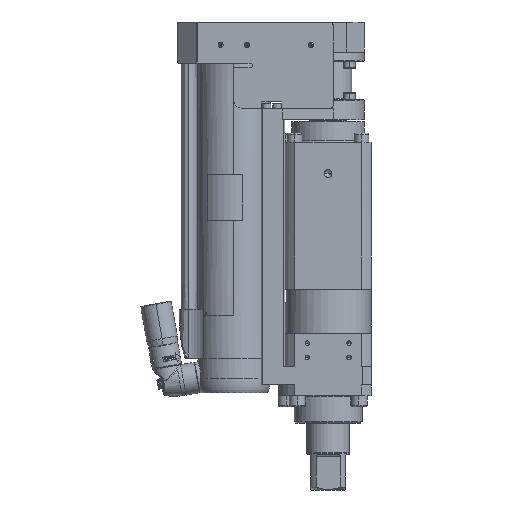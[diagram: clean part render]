
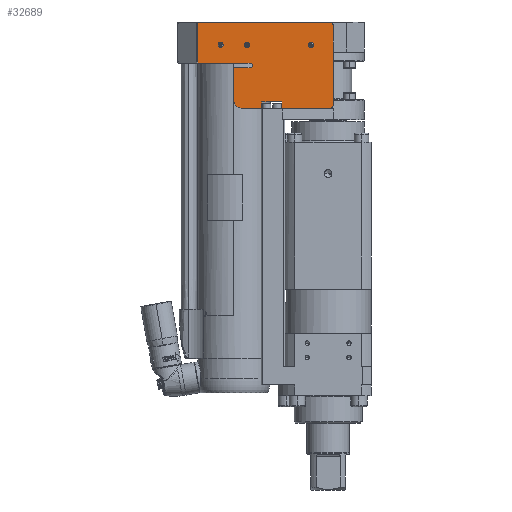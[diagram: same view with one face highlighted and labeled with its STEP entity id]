
A CAD part, left-side view. The second image highlights one B-rep face of the part: STEP entity #32689.
In plain terms, the highlighted planar face has unit normal (-1, 0, 0).
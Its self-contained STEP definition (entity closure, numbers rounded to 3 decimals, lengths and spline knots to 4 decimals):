
#99=DIRECTION('',(0.,1.,0.));
#100=VECTOR('',#99,0.7087);
#101=CARTESIAN_POINT('',(-1.6223,-0.7055,
11.063));
#102=LINE('',#101,#100);
#103=CARTESIAN_POINT('',(-1.6223,-0.7055,
11.1713));
#104=DIRECTION('',(-1.,0.,0.));
#105=DIRECTION('',(0.,0.,-1.));
#106=AXIS2_PLACEMENT_3D('',#103,#104,#105);
#108=DIRECTION('',(0.,-1.,0.));
#109=VECTOR('',#108,0.7087);
#110=CARTESIAN_POINT('',(-1.6223,0.0031,11.2795));
#111=LINE('',#110,#109);
#112=DIRECTION('',(0.,-1.,0.));
#113=VECTOR('',#112,1.5666);
#114=CARTESIAN_POINT('',(-1.6223,1.5698,11.2795));
#115=LINE('',#114,#113);
#116=DIRECTION('',(0.,1.,0.));
#117=VECTOR('',#116,5.7399);
#118=CARTESIAN_POINT('',(-1.6223,-4.1701,13.0512));
#119=LINE('',#118,#117);
#120=CARTESIAN_POINT('',(-1.6223,-4.1701,12.8937));
#121=DIRECTION('',(-1.,0.,0.));
#122=DIRECTION('',(0.,-1.,0.));
#123=AXIS2_PLACEMENT_3D('',#120,#121,#122);
#125=DIRECTION('',(0.,0.,1.));
#126=VECTOR('',#125,3.4252);
#127=CARTESIAN_POINT('',(-1.6223,-4.3276,9.4685));
#128=LINE('',#127,#126);
#129=CARTESIAN_POINT('',(-1.6223,-4.1701,9.4685));
#130=DIRECTION('',(-1.,0.,0.));
#131=DIRECTION('',(0.,0.,-1.));
#132=AXIS2_PLACEMENT_3D('',#129,#130,#131);
#134=DIRECTION('',(0.,-1.,0.));
#135=VECTOR('',#134,2.0866);
#136=CARTESIAN_POINT('',(-1.6223,-2.0835,9.311));
#137=LINE('',#136,#135);
#138=DIRECTION('',(0.,0.,-1.));
#139=VECTOR('',#138,0.2756);
#140=CARTESIAN_POINT('',(-1.6223,-2.0835,9.5866));
#141=LINE('',#140,#139);
#142=DIRECTION('',(0.,-1.,0.));
#143=VECTOR('',#142,0.8661);
#144=CARTESIAN_POINT('',(-1.6223,-1.2173,9.5866));
#145=LINE('',#144,#143);
#146=DIRECTION('',(0.,0.,1.));
#147=VECTOR('',#146,0.2756);
#148=CARTESIAN_POINT('',(-1.6223,-1.2173,9.311));
#149=LINE('',#148,#147);
#150=DIRECTION('',(0.,-1.,0.));
#151=VECTOR('',#150,0.8268);
#152=CARTESIAN_POINT('',(-1.6223,-0.3906,
9.311));
#153=LINE('',#152,#151);
#154=CARTESIAN_POINT('',(-1.6223,-0.3906,
9.7047));
#155=DIRECTION('',(-1.,0.,0.));
#156=DIRECTION('',(0.,1.,0.));
#157=AXIS2_PLACEMENT_3D('',#154,#155,#156);
#159=DIRECTION('',(0.,0.,-1.));
#160=VECTOR('',#159,1.3583);
#161=CARTESIAN_POINT('',(-1.6223,0.0031,11.063));
#162=LINE('',#161,#160);
#163=CARTESIAN_POINT('',(-1.6223,0.5748,12.0669));
#164=DIRECTION('',(1.,0.,0.));
#165=DIRECTION('',(0.,1.,0.));
#166=AXIS2_PLACEMENT_3D('',#163,#164,#165);
#168=CARTESIAN_POINT('',(-1.6223,0.5748,12.0669));
#169=DIRECTION('',(1.,0.,0.));
#170=DIRECTION('',(0.,-1.,0.));
#171=AXIS2_PLACEMENT_3D('',#168,#169,#170);
#173=CARTESIAN_POINT('',(-1.6223,-0.5748,
12.0669));
#174=DIRECTION('',(1.,0.,0.));
#175=DIRECTION('',(0.,1.,0.));
#176=AXIS2_PLACEMENT_3D('',#173,#174,#175);
#178=CARTESIAN_POINT('',(-1.6223,-0.5748,
12.0669));
#179=DIRECTION('',(1.,0.,0.));
#180=DIRECTION('',(0.,-1.,0.));
#181=AXIS2_PLACEMENT_3D('',#178,#179,#180);
#183=CARTESIAN_POINT('',(-1.6223,-3.3465,12.0669));
#184=DIRECTION('',(1.,0.,0.));
#185=DIRECTION('',(0.,1.,0.));
#186=AXIS2_PLACEMENT_3D('',#183,#184,#185);
#188=CARTESIAN_POINT('',(-1.6223,-3.3465,12.0669));
#189=DIRECTION('',(1.,0.,0.));
#190=DIRECTION('',(0.,-1.,0.));
#191=AXIS2_PLACEMENT_3D('',#188,#189,#190);
#275=DIRECTION('',(0.,0.,-1.));
#276=VECTOR('',#275,1.7717);
#277=CARTESIAN_POINT('',(-1.6223,1.5698,13.0512));
#278=LINE('',#277,#276);
#31715=CARTESIAN_POINT('',(-1.6223,1.5698,
11.2795));
#31717=VERTEX_POINT('',#31715);
#31898=CARTESIAN_POINT('',(-1.6223,-4.3276,
9.4685));
#31899=CARTESIAN_POINT('',(-1.6223,-4.3276,
12.8937));
#31900=VERTEX_POINT('',#31898);
#31901=VERTEX_POINT('',#31899);
#31910=CARTESIAN_POINT('',(-1.6223,-4.1701,
13.0512));
#31911=CARTESIAN_POINT('',(-1.6223,1.5698,
13.0512));
#31912=VERTEX_POINT('',#31910);
#31913=VERTEX_POINT('',#31911);
#31982=CARTESIAN_POINT('',(-1.6223,-1.2173,
9.311));
#31983=CARTESIAN_POINT('',(-1.6223,-1.2173,
9.5866));
#31984=VERTEX_POINT('',#31982);
#31985=VERTEX_POINT('',#31983);
#31986=CARTESIAN_POINT('',(-1.6223,-2.0835,
9.5866));
#31987=VERTEX_POINT('',#31986);
#31988=CARTESIAN_POINT('',(-1.6223,-2.0835,
9.311));
#31989=VERTEX_POINT('',#31988);
#31996=CARTESIAN_POINT('',(-1.6223,-4.1701,
9.311));
#31997=VERTEX_POINT('',#31996);
#32010=CARTESIAN_POINT('',(-1.6223,0.0031,
9.7047));
#32011=VERTEX_POINT('',#32010);
#32012=CARTESIAN_POINT('',(-1.6223,-0.3906,
9.311));
#32013=VERTEX_POINT('',#32012);
#32022=CARTESIAN_POINT('',(-1.6223,-0.7055,
11.063));
#32023=CARTESIAN_POINT('',(-1.6223,0.0031,
11.063));
#32024=VERTEX_POINT('',#32022);
#32025=VERTEX_POINT('',#32023);
#32026=CARTESIAN_POINT('',(-1.6223,0.0031,
11.2795));
#32027=CARTESIAN_POINT('',(-1.6223,-0.7055,
11.2795));
#32028=VERTEX_POINT('',#32026);
#32029=VERTEX_POINT('',#32027);
#32152=CARTESIAN_POINT('',(-1.6223,0.685,
12.0669));
#32153=CARTESIAN_POINT('',(-1.6223,0.4646,
12.0669));
#32154=VERTEX_POINT('',#32152);
#32155=VERTEX_POINT('',#32153);
#32232=CARTESIAN_POINT('',(-1.6223,-0.4646,
12.0669));
#32233=CARTESIAN_POINT('',(-1.6223,-0.685,
12.0669));
#32234=VERTEX_POINT('',#32232);
#32235=VERTEX_POINT('',#32233);
#32312=CARTESIAN_POINT('',(-1.6223,-3.2362,
12.0669));
#32313=CARTESIAN_POINT('',(-1.6223,-3.4567,
12.0669));
#32314=VERTEX_POINT('',#32312);
#32315=VERTEX_POINT('',#32313);
#32633=CARTESIAN_POINT('',(-1.6223,1.5779,
12.6302));
#32634=DIRECTION('',(-1.,0.,0.));
#32635=DIRECTION('',(0.,0.,-1.));
#32636=AXIS2_PLACEMENT_3D('',#32633,#32634,#32635);
#32637=PLANE('',#32636);
#32638=ORIENTED_EDGE('',*,*,#32623,.F.);
#32640=ORIENTED_EDGE('',*,*,#32639,.T.);
#32642=ORIENTED_EDGE('',*,*,#32641,.F.);
#32644=ORIENTED_EDGE('',*,*,#32643,.F.);
#32646=ORIENTED_EDGE('',*,*,#32645,.F.);
#32648=ORIENTED_EDGE('',*,*,#32647,.F.);
#32650=ORIENTED_EDGE('',*,*,#32649,.F.);
#32652=ORIENTED_EDGE('',*,*,#32651,.F.);
#32654=ORIENTED_EDGE('',*,*,#32653,.F.);
#32656=ORIENTED_EDGE('',*,*,#32655,.F.);
#32658=ORIENTED_EDGE('',*,*,#32657,.F.);
#32660=ORIENTED_EDGE('',*,*,#32659,.F.);
#32662=ORIENTED_EDGE('',*,*,#32661,.F.);
#32664=ORIENTED_EDGE('',*,*,#32663,.F.);
#32666=ORIENTED_EDGE('',*,*,#32665,.F.);
#32668=ORIENTED_EDGE('',*,*,#32667,.F.);
#32669=EDGE_LOOP('',(#32638,#32640,#32642,#32644,#32646,#32648,#32650,#32652,
#32654,#32656,#32658,#32660,#32662,#32664,#32666,#32668));
#32670=FACE_OUTER_BOUND('',#32669,.F.);
#32672=ORIENTED_EDGE('',*,*,#32671,.F.);
#32674=ORIENTED_EDGE('',*,*,#32673,.F.);
#32675=EDGE_LOOP('',(#32672,#32674));
#32676=FACE_BOUND('',#32675,.F.);
#32678=ORIENTED_EDGE('',*,*,#32677,.F.);
#32680=ORIENTED_EDGE('',*,*,#32679,.F.);
#32681=EDGE_LOOP('',(#32678,#32680));
#32682=FACE_BOUND('',#32681,.F.);
#32684=ORIENTED_EDGE('',*,*,#32683,.F.);
#32686=ORIENTED_EDGE('',*,*,#32685,.F.);
#32687=EDGE_LOOP('',(#32684,#32686));
#32688=FACE_BOUND('',#32687,.F.);
#32689=ADVANCED_FACE('',(#32670,#32676,#32682,#32688),#32637,.T.);
#107=CIRCLE('',#106,0.1083);
#124=CIRCLE('',#123,0.1575);
#133=CIRCLE('',#132,0.1575);
#158=CIRCLE('',#157,0.3937);
#167=CIRCLE('',#166,0.1102);
#172=CIRCLE('',#171,0.1102);
#177=CIRCLE('',#176,0.1102);
#182=CIRCLE('',#181,0.1102);
#187=CIRCLE('',#186,0.1102);
#192=CIRCLE('',#191,0.1102);
#32623=EDGE_CURVE('',#32024,#32025,#102,.T.);
#32639=EDGE_CURVE('',#32024,#32029,#107,.T.);
#32641=EDGE_CURVE('',#32028,#32029,#111,.T.);
#32643=EDGE_CURVE('',#31717,#32028,#115,.T.);
#32645=EDGE_CURVE('',#31913,#31717,#278,.T.);
#32647=EDGE_CURVE('',#31912,#31913,#119,.T.);
#32649=EDGE_CURVE('',#31901,#31912,#124,.T.);
#32651=EDGE_CURVE('',#31900,#31901,#128,.T.);
#32653=EDGE_CURVE('',#31997,#31900,#133,.T.);
#32655=EDGE_CURVE('',#31989,#31997,#137,.T.);
#32657=EDGE_CURVE('',#31987,#31989,#141,.T.);
#32659=EDGE_CURVE('',#31985,#31987,#145,.T.);
#32661=EDGE_CURVE('',#31984,#31985,#149,.T.);
#32663=EDGE_CURVE('',#32013,#31984,#153,.T.);
#32665=EDGE_CURVE('',#32011,#32013,#158,.T.);
#32667=EDGE_CURVE('',#32025,#32011,#162,.T.);
#32671=EDGE_CURVE('',#32154,#32155,#167,.T.);
#32673=EDGE_CURVE('',#32155,#32154,#172,.T.);
#32677=EDGE_CURVE('',#32234,#32235,#177,.T.);
#32679=EDGE_CURVE('',#32235,#32234,#182,.T.);
#32683=EDGE_CURVE('',#32314,#32315,#187,.T.);
#32685=EDGE_CURVE('',#32315,#32314,#192,.T.);
